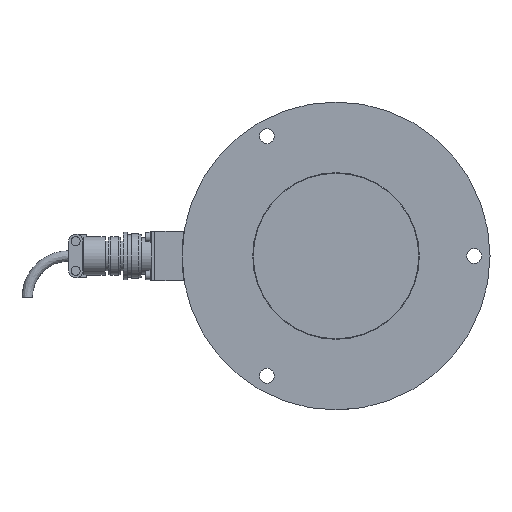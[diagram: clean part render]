
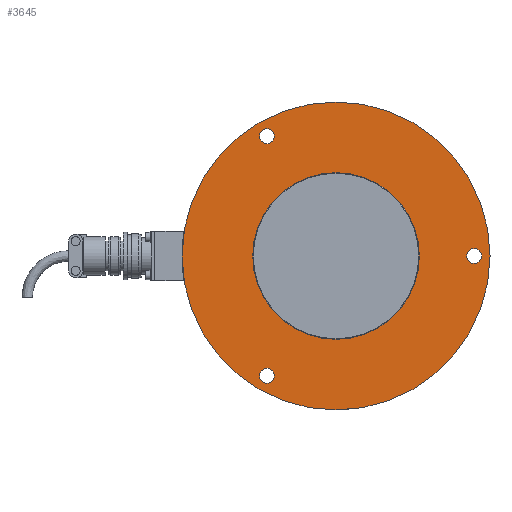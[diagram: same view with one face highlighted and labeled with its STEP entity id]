
A CAD part, left-side view. The second image highlights one B-rep face of the part: STEP entity #3645.
In plain terms, the highlighted face is planar.
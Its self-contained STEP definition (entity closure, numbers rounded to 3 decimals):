
#464 = DIRECTION ( 'NONE',  ( 0., -0.866, 0.5 ) ) ;
#552 = ORIENTED_EDGE ( 'NONE', *, *, #10403, .F. ) ;
#569 = ORIENTED_EDGE ( 'NONE', *, *, #11888, .F. ) ;
#636 = EDGE_CURVE ( 'NONE', #7445, #3508, #5534, .T. ) ;
#736 = DIRECTION ( 'NONE',  ( -1., 0., 0. ) ) ;
#1117 = VERTEX_POINT ( 'NONE', #1771 ) ;
#1389 = CIRCLE ( 'NONE', #6271, 50.3 ) ;
#1392 = AXIS2_PLACEMENT_3D ( 'NONE', #8848, #11808, #5916 ) ;
#1441 = DIRECTION ( 'NONE',  ( 1., 0., 0. ) ) ;
#1623 = EDGE_CURVE ( 'NONE', #7069, #10219, #1389, .T. ) ;
#1771 = CARTESIAN_POINT ( 'NONE',  ( 11., -41.75, 76.813 ) ) ;
#1821 = CIRCLE ( 'NONE', #6019, 4.5 ) ;
#1859 = CARTESIAN_POINT ( 'NONE',  ( 11., 83.5, 4.5 ) ) ;
#1954 = DIRECTION ( 'NONE',  ( 1., 0., 0. ) ) ;
#2163 = EDGE_CURVE ( 'NONE', #12069, #3015, #1821, .T. ) ;
#2292 = PLANE ( 'NONE',  #7682 ) ;
#2378 = AXIS2_PLACEMENT_3D ( 'NONE', #10870, #1954, #6738 ) ;
#2759 = DIRECTION ( 'NONE',  ( 0., 0., 1. ) ) ;
#2956 = CIRCLE ( 'NONE', #9707, 93. ) ;
#3015 = VERTEX_POINT ( 'NONE', #9080 ) ;
#3125 = EDGE_LOOP ( 'NONE', ( #10140, #552 ) ) ;
#3508 = VERTEX_POINT ( 'NONE', #4735 ) ;
#3645 = ADVANCED_FACE ( 'NONE', ( #9962, #4726, #3961, #10575, #11185 ), #2292, .F. ) ;
#3688 = CIRCLE ( 'NONE', #12627, 4.5 ) ;
#3715 = EDGE_CURVE ( 'NONE', #11266, #5772, #5338, .T. ) ;
#3884 = DIRECTION ( 'NONE',  ( 0., 0., 1. ) ) ;
#3928 = DIRECTION ( 'NONE',  ( -1., 0., 0. ) ) ;
#3955 = EDGE_CURVE ( 'NONE', #7350, #1117, #3688, .T. ) ;
#3961 = FACE_BOUND ( 'NONE', #11831, .T. ) ;
#4041 = EDGE_CURVE ( 'NONE', #10219, #7069, #9205, .T. ) ;
#4052 = CARTESIAN_POINT ( 'NONE',  ( 11., 0., 0. ) ) ;
#4105 = CIRCLE ( 'NONE', #7048, 4.5 ) ;
#4312 = AXIS2_PLACEMENT_3D ( 'NONE', #11366, #1441, #464 ) ;
#4432 = CARTESIAN_POINT ( 'NONE',  ( 11., -41.75, 72.313 ) ) ;
#4496 = CARTESIAN_POINT ( 'NONE',  ( 11., 0., 93. ) ) ;
#4726 = FACE_BOUND ( 'NONE', #3125, .T. ) ;
#4735 = CARTESIAN_POINT ( 'NONE',  ( 11., 0., -93. ) ) ;
#4876 = DIRECTION ( 'NONE',  ( -1., 0., 0. ) ) ;
#5168 = EDGE_CURVE ( 'NONE', #3015, #12069, #4105, .T. ) ;
#5182 = CARTESIAN_POINT ( 'NONE',  ( 11., 50., 0. ) ) ;
#5338 = CIRCLE ( 'NONE', #4312, 4.5 ) ;
#5534 = CIRCLE ( 'NONE', #1392, 93. ) ;
#5588 = CARTESIAN_POINT ( 'NONE',  ( 11., -41.75, 67.813 ) ) ;
#5743 = EDGE_LOOP ( 'NONE', ( #12537, #6523 ) ) ;
#5772 = VERTEX_POINT ( 'NONE', #1859 ) ;
#5850 = DIRECTION ( 'NONE',  ( 1., 0., 0. ) ) ;
#5863 = AXIS2_PLACEMENT_3D ( 'NONE', #4432, #12289, #8287 ) ;
#5897 = CARTESIAN_POINT ( 'NONE',  ( 11., -41.75, 72.313 ) ) ;
#5916 = DIRECTION ( 'NONE',  ( 0., 0., 1. ) ) ;
#6019 = AXIS2_PLACEMENT_3D ( 'NONE', #10537, #7611, #6608 ) ;
#6070 = DIRECTION ( 'NONE',  ( 0., 0., 1. ) ) ;
#6271 = AXIS2_PLACEMENT_3D ( 'NONE', #6626, #736, #2759 ) ;
#6523 = ORIENTED_EDGE ( 'NONE', *, *, #9448, .F. ) ;
#6608 = DIRECTION ( 'NONE',  ( 0., 0.866, 0.5 ) ) ;
#6626 = CARTESIAN_POINT ( 'NONE',  ( 11., 0., 0. ) ) ;
#6738 = DIRECTION ( 'NONE',  ( 0., -0.866, 0.5 ) ) ;
#7048 = AXIS2_PLACEMENT_3D ( 'NONE', #11594, #7738, #9754 ) ;
#7069 = VERTEX_POINT ( 'NONE', #9079 ) ;
#7092 = CIRCLE ( 'NONE', #2378, 4.5 ) ;
#7143 = CARTESIAN_POINT ( 'NONE',  ( 11., 0., -50.3 ) ) ;
#7180 = DIRECTION ( 'NONE',  ( -1., 0., 0. ) ) ;
#7350 = VERTEX_POINT ( 'NONE', #5588 ) ;
#7377 = AXIS2_PLACEMENT_3D ( 'NONE', #8783, #4876, #3884 ) ;
#7430 = EDGE_LOOP ( 'NONE', ( #8436, #8634 ) ) ;
#7445 = VERTEX_POINT ( 'NONE', #4496 ) ;
#7611 = DIRECTION ( 'NONE',  ( 1., 0., 0. ) ) ;
#7682 = AXIS2_PLACEMENT_3D ( 'NONE', #5182, #7180, #9183 ) ;
#7738 = DIRECTION ( 'NONE',  ( 1., 0., 0. ) ) ;
#7984 = ORIENTED_EDGE ( 'NONE', *, *, #1623, .T. ) ;
#8045 = CARTESIAN_POINT ( 'NONE',  ( 11., 83.5, -4.5 ) ) ;
#8287 = DIRECTION ( 'NONE',  ( 0., 0., -1. ) ) ;
#8382 = ORIENTED_EDGE ( 'NONE', *, *, #3955, .F. ) ;
#8436 = ORIENTED_EDGE ( 'NONE', *, *, #2163, .F. ) ;
#8634 = ORIENTED_EDGE ( 'NONE', *, *, #5168, .F. ) ;
#8736 = CARTESIAN_POINT ( 'NONE',  ( 11., -41.75, -76.813 ) ) ;
#8783 = CARTESIAN_POINT ( 'NONE',  ( 11., 0., 0. ) ) ;
#8848 = CARTESIAN_POINT ( 'NONE',  ( 11., 0., 0. ) ) ;
#9079 = CARTESIAN_POINT ( 'NONE',  ( 11., 0., 50.3 ) ) ;
#9080 = CARTESIAN_POINT ( 'NONE',  ( 11., -41.75, -67.813 ) ) ;
#9183 = DIRECTION ( 'NONE',  ( 0., 0., 1. ) ) ;
#9205 = CIRCLE ( 'NONE', #7377, 50.3 ) ;
#9223 = EDGE_LOOP ( 'NONE', ( #7984, #9612 ) ) ;
#9448 = EDGE_CURVE ( 'NONE', #3508, #7445, #2956, .T. ) ;
#9612 = ORIENTED_EDGE ( 'NONE', *, *, #4041, .T. ) ;
#9707 = AXIS2_PLACEMENT_3D ( 'NONE', #4052, #3928, #6070 ) ;
#9754 = DIRECTION ( 'NONE',  ( 0., 0.866, 0.5 ) ) ;
#9962 = FACE_BOUND ( 'NONE', #7430, .T. ) ;
#10140 = ORIENTED_EDGE ( 'NONE', *, *, #3715, .F. ) ;
#10219 = VERTEX_POINT ( 'NONE', #7143 ) ;
#10403 = EDGE_CURVE ( 'NONE', #5772, #11266, #7092, .T. ) ;
#10537 = CARTESIAN_POINT ( 'NONE',  ( 11., -41.75, -72.313 ) ) ;
#10575 = FACE_BOUND ( 'NONE', #9223, .T. ) ;
#10870 = CARTESIAN_POINT ( 'NONE',  ( 11., 83.5, 0. ) ) ;
#11185 = FACE_OUTER_BOUND ( 'NONE', #5743, .T. ) ;
#11266 = VERTEX_POINT ( 'NONE', #8045 ) ;
#11366 = CARTESIAN_POINT ( 'NONE',  ( 11., 83.5, 0. ) ) ;
#11594 = CARTESIAN_POINT ( 'NONE',  ( 11., -41.75, -72.313 ) ) ;
#11808 = DIRECTION ( 'NONE',  ( -1., 0., 0. ) ) ;
#11831 = EDGE_LOOP ( 'NONE', ( #8382, #569 ) ) ;
#11888 = EDGE_CURVE ( 'NONE', #1117, #7350, #12706, .T. ) ;
#12069 = VERTEX_POINT ( 'NONE', #8736 ) ;
#12289 = DIRECTION ( 'NONE',  ( 1., 0., 0. ) ) ;
#12537 = ORIENTED_EDGE ( 'NONE', *, *, #636, .F. ) ;
#12627 = AXIS2_PLACEMENT_3D ( 'NONE', #5897, #5850, #12737 ) ;
#12706 = CIRCLE ( 'NONE', #5863, 4.5 ) ;
#12737 = DIRECTION ( 'NONE',  ( 0., 0., -1. ) ) ;
